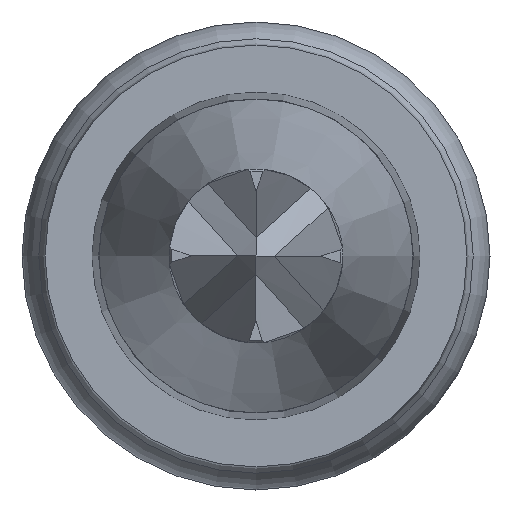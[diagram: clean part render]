
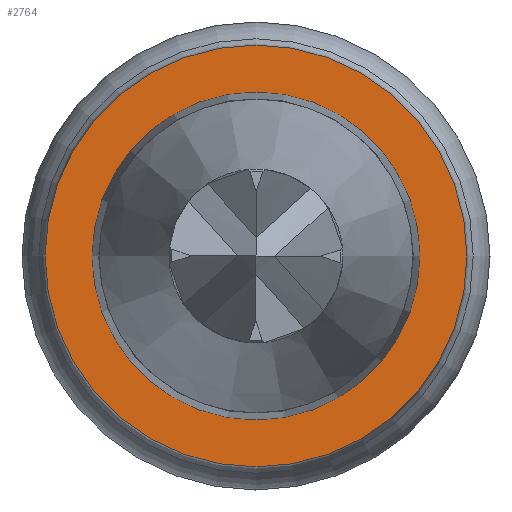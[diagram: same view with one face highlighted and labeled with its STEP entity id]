
A CAD part, left-side view. The second image highlights one B-rep face of the part: STEP entity #2764.
In plain terms, the highlighted planar face has unit normal (-1, 0, 0).
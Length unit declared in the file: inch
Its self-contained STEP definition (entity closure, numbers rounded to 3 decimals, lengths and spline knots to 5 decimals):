
#25 = DIRECTION ( 'NONE',  ( -1., 0., 0. ) ) ;
#31 = AXIS2_PLACEMENT_3D ( 'NONE', #2289, #52, #488 ) ;
#52 = DIRECTION ( 'NONE',  ( 1., 0., 0. ) ) ;
#70 = DIRECTION ( 'NONE',  ( 0., 0., -1. ) ) ;
#233 = CIRCLE ( 'NONE', #1649, 0.02425 ) ;
#281 = DIRECTION ( 'NONE',  ( 0., 0., 1. ) ) ;
#488 = DIRECTION ( 'NONE',  ( 0., 0., 1. ) ) ;
#615 = AXIS2_PLACEMENT_3D ( 'NONE', #1840, #25, #281 ) ;
#808 = VERTEX_POINT ( 'NONE', #2432 ) ;
#1120 = EDGE_LOOP ( 'NONE', ( #1433 ) ) ;
#1155 = FACE_OUTER_BOUND ( 'NONE', #2627, .T. ) ;
#1158 = CARTESIAN_POINT ( 'NONE',  ( 0., 0., 0. ) ) ;
#1207 = PLANE ( 'NONE',  #615 ) ;
#1433 = ORIENTED_EDGE ( 'NONE', *, *, #1604, .T. ) ;
#1464 = VERTEX_POINT ( 'NONE', #2211 ) ;
#1604 = EDGE_CURVE ( 'NONE', #1464, #1464, #2311, .T. ) ;
#1649 = AXIS2_PLACEMENT_3D ( 'NONE', #1158, #2094, #70 ) ;
#1840 = CARTESIAN_POINT ( 'NONE',  ( 0., 0., 0. ) ) ;
#1851 = FACE_BOUND ( 'NONE', #1120, .T. ) ;
#2088 = ORIENTED_EDGE ( 'NONE', *, *, #2663, .F. ) ;
#2094 = DIRECTION ( 'NONE',  ( 1., 0., 0. ) ) ;
#2211 = CARTESIAN_POINT ( 'NONE',  ( 0., 0., 0.01884 ) ) ;
#2289 = CARTESIAN_POINT ( 'NONE',  ( 0., 0., 0. ) ) ;
#2311 = CIRCLE ( 'NONE', #31, 0.01884 ) ;
#2432 = CARTESIAN_POINT ( 'NONE',  ( 0., 0., -0.02425 ) ) ;
#2627 = EDGE_LOOP ( 'NONE', ( #2088 ) ) ;
#2663 = EDGE_CURVE ( 'NONE', #808, #808, #233, .T. ) ;
#2764 = ADVANCED_FACE ( 'NONE', ( #1851, #1155 ), #1207, .T. ) ;
